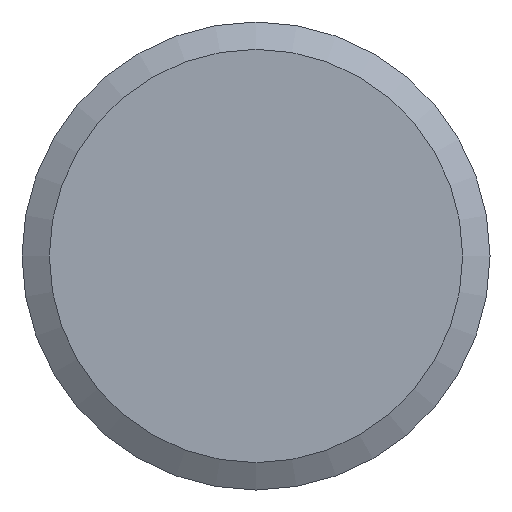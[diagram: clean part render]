
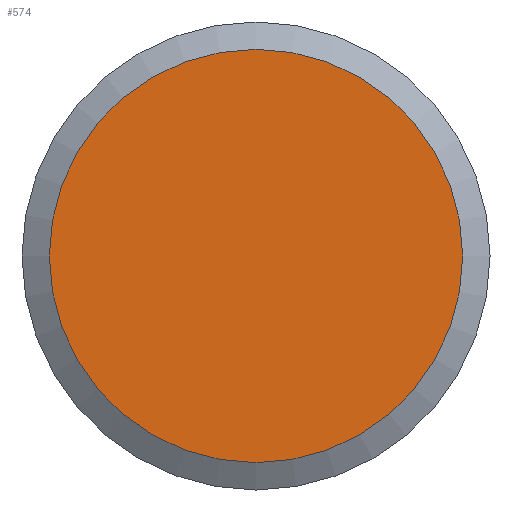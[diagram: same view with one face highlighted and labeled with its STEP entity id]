
A CAD part, front view. The second image highlights one B-rep face of the part: STEP entity #574.
In plain terms, the highlighted planar face has unit normal (0, -1, 0).
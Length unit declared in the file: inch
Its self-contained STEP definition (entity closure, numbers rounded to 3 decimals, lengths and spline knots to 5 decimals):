
#18 = PLANE ( 'NONE',  #211 ) ;
#84 = DIRECTION ( 'NONE',  ( 0., 0., 1. ) ) ;
#141 = AXIS2_PLACEMENT_3D ( 'NONE', #915, #188, #84 ) ;
#188 = DIRECTION ( 'NONE',  ( 0., -1., 0. ) ) ;
#208 = VERTEX_POINT ( 'NONE', #700 ) ;
#211 = AXIS2_PLACEMENT_3D ( 'NONE', #853, #296, #384 ) ;
#279 = CIRCLE ( 'NONE', #141, 0.2086 ) ;
#296 = DIRECTION ( 'NONE',  ( 0., 1., 0. ) ) ;
#382 = ORIENTED_EDGE ( 'NONE', *, *, #980, .T. ) ;
#384 = DIRECTION ( 'NONE',  ( 0., 0., 1. ) ) ;
#574 = ADVANCED_FACE ( 'NONE', ( #613 ), #18, .F. ) ;
#613 = FACE_OUTER_BOUND ( 'NONE', #765, .T. ) ;
#700 = CARTESIAN_POINT ( 'NONE',  ( 0., 0., 0.2086 ) ) ;
#765 = EDGE_LOOP ( 'NONE', ( #382 ) ) ;
#853 = CARTESIAN_POINT ( 'NONE',  ( 0., 0., 0. ) ) ;
#915 = CARTESIAN_POINT ( 'NONE',  ( 0., 0., 0. ) ) ;
#980 = EDGE_CURVE ( 'NONE', #208, #208, #279, .T. ) ;
